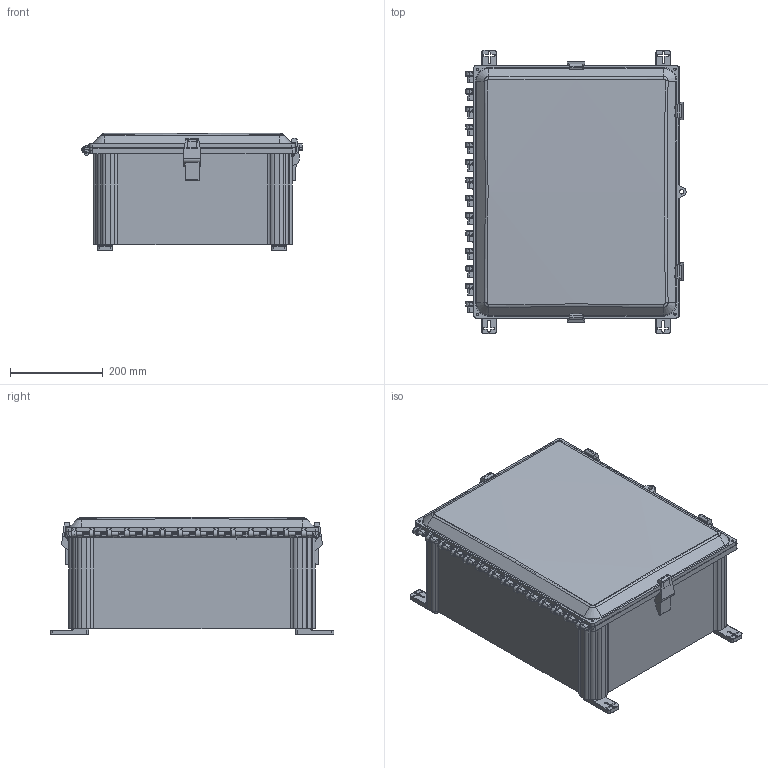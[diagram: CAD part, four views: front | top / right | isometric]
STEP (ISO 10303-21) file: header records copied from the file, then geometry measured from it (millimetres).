
FILE_DESCRIPTION (( 'STEP AP214' ), '1' );
FILE_NAME ('AHWD20168_REV1.STEP', '2024-02-29T13:47:47', ( '' ), ( '' ), 'SwSTEP 2.0', 'SolidWorks 2023', '' );
FILE_SCHEMA (( 'AUTOMOTIVE_DESIGN' ));
Length unit declared in the file: inch
Products named in the file (1): AHWD20168_REV1
Bounding box: 474.38 x 610.03 x 251.9 mm (x, y, z)
Surface area: 2071794.1 mm2
Topology: 9 solids, 11 shells, 2509 faces, 6620 edges, 4170 vertices
Faces by surface type: plane 1002, cylinder 783, bspline 579, torus 77, cone 61, sphere 7
Full cylindrical faces by diameter (mm): 4.826 x2, 4.953 x4, 6.35 x29, 6.731 x3, 7.937 x18, 8.319 x14, 8.445 x1, 9.474 x2, 9.525 x2, 11.43 x1, 14.017 x4, 16.2 x25
Entity records: 130763 total; most frequent: CARTESIAN_POINT 78242, ORIENTED_EDGE 12780, DIRECTION 7815, EDGE_CURVE 6390, VERTEX_POINT 4097, B_SPLINE_CURVE_WITH_KNOTS 2801, EDGE_LOOP 2743, FACE_OUTER_BOUND 2616
